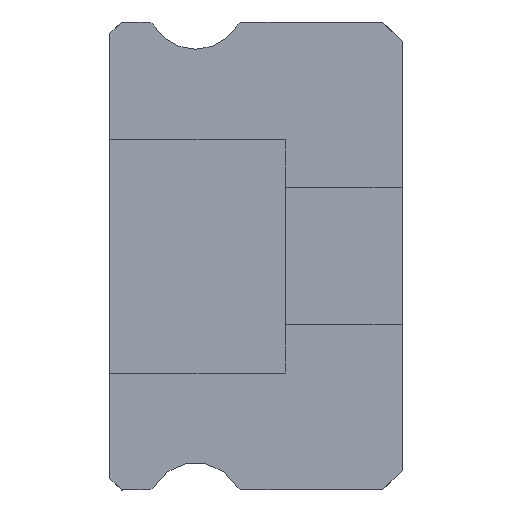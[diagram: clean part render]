
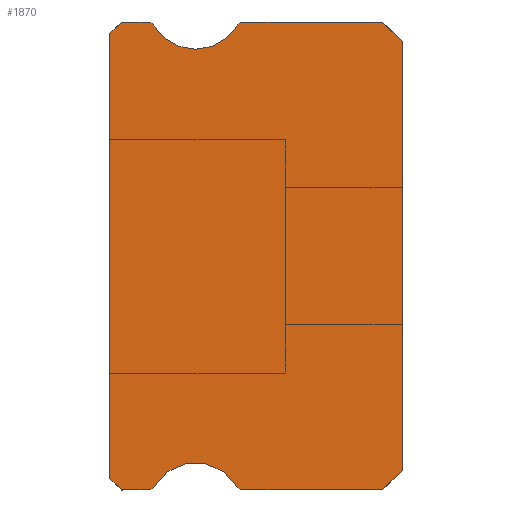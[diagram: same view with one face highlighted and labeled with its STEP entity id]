
A CAD part, left-side view. The second image highlights one B-rep face of the part: STEP entity #1870.
In plain terms, the highlighted planar face has unit normal (-1, 0, 0).
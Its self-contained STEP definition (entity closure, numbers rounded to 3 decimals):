
#64 = VECTOR ( 'NONE', #1253, 1000. ) ;
#176 = DIRECTION ( 'NONE',  ( 0., 0., -1. ) ) ;
#288 = VECTOR ( 'NONE', #10126, 1000. ) ;
#390 = VERTEX_POINT ( 'NONE', #11031 ) ;
#498 = DIRECTION ( 'NONE',  ( 1., 0., 0. ) ) ;
#607 = FACE_OUTER_BOUND ( 'NONE', #8982, .T. ) ;
#884 = CARTESIAN_POINT ( 'NONE',  ( -5., 7.5, 5.7 ) ) ;
#906 = EDGE_CURVE ( 'NONE', #8702, #5306, #1864, .T. ) ;
#919 = ORIENTED_EDGE ( 'NONE', *, *, #7061, .F. ) ;
#927 = LINE ( 'NONE', #4313, #5455 ) ;
#993 = CARTESIAN_POINT ( 'NONE',  ( -5., 6.512, 6. ) ) ;
#1004 = ORIENTED_EDGE ( 'NONE', *, *, #4910, .F. ) ;
#1143 = DIRECTION ( 'NONE',  ( 0., -0.707, -0.707 ) ) ;
#1147 = DIRECTION ( 'NONE',  ( 0., 0., -1. ) ) ;
#1203 = LINE ( 'NONE', #4533, #6036 ) ;
#1253 = DIRECTION ( 'NONE',  ( 0., -0.707, -0.707 ) ) ;
#1349 = VERTEX_POINT ( 'NONE', #7627 ) ;
#1355 = CARTESIAN_POINT ( 'NONE',  ( -5., 0., 5.5 ) ) ;
#1374 = EDGE_CURVE ( 'NONE', #8553, #7069, #5046, .T. ) ;
#1550 = AXIS2_PLACEMENT_3D ( 'NONE', #11021, #8495, #9287 ) ;
#1812 = DIRECTION ( 'NONE',  ( 0., 1., 0. ) ) ;
#1864 = CIRCLE ( 'NONE', #9711, 0.15 ) ;
#1870 = ADVANCED_FACE ( 'NONE', ( #607 ), #9837, .F. ) ;
#1986 = ORIENTED_EDGE ( 'NONE', *, *, #2694, .F. ) ;
#2020 = AXIS2_PLACEMENT_3D ( 'NONE', #7744, #9503, #8646 ) ;
#2353 = CARTESIAN_POINT ( 'NONE',  ( -5., 4.217, 5.925 ) ) ;
#2452 = DIRECTION ( 'NONE',  ( 0., 0., -1. ) ) ;
#2564 = DIRECTION ( 'NONE',  ( -1., 0., 0. ) ) ;
#2576 = CIRCLE ( 'NONE', #2020, 1.25 ) ;
#2628 = EDGE_CURVE ( 'NONE', #11010, #7651, #7702, .T. ) ;
#2635 = VECTOR ( 'NONE', #3796, 1000. ) ;
#2637 = CARTESIAN_POINT ( 'NONE',  ( -5., 6.512, 5.85 ) ) ;
#2694 = EDGE_CURVE ( 'NONE', #7774, #3448, #4378, .T. ) ;
#2859 = DIRECTION ( 'NONE',  ( 0., -1., 0. ) ) ;
#2875 = CARTESIAN_POINT ( 'NONE',  ( -5., 6.512, -5.85 ) ) ;
#2918 = CARTESIAN_POINT ( 'NONE',  ( -5., 4.088, 6. ) ) ;
#3039 = VECTOR ( 'NONE', #6373, 1000. ) ;
#3230 = EDGE_CURVE ( 'NONE', #4734, #4160, #7866, .T. ) ;
#3338 = DIRECTION ( 'NONE',  ( 0., 0., 1. ) ) ;
#3448 = VERTEX_POINT ( 'NONE', #10919 ) ;
#3479 = ORIENTED_EDGE ( 'NONE', *, *, #3230, .T. ) ;
#3483 = ORIENTED_EDGE ( 'NONE', *, *, #4831, .F. ) ;
#3700 = LINE ( 'NONE', #7192, #2635 ) ;
#3792 = DIRECTION ( 'NONE',  ( 0., 1., 0. ) ) ;
#3796 = DIRECTION ( 'NONE',  ( 0., -1., 0. ) ) ;
#3805 = EDGE_CURVE ( 'NONE', #4442, #8635, #8096, .T. ) ;
#3935 = CARTESIAN_POINT ( 'NONE',  ( -5., 0.5, -6. ) ) ;
#4029 = CARTESIAN_POINT ( 'NONE',  ( -5., 0., -5.5 ) ) ;
#4055 = VECTOR ( 'NONE', #3792, 1000. ) ;
#4076 = ORIENTED_EDGE ( 'NONE', *, *, #8862, .T. ) ;
#4126 = CARTESIAN_POINT ( 'NONE',  ( -5., 4.088, 5.85 ) ) ;
#4160 = VERTEX_POINT ( 'NONE', #5427 ) ;
#4180 = DIRECTION ( 'NONE',  ( 1., 0., 0. ) ) ;
#4313 = CARTESIAN_POINT ( 'NONE',  ( -5., 6.512, -6. ) ) ;
#4378 = CIRCLE ( 'NONE', #6680, 1.25 ) ;
#4442 = VERTEX_POINT ( 'NONE', #993 ) ;
#4505 = CARTESIAN_POINT ( 'NONE',  ( -5., 6.512, -6. ) ) ;
#4533 = CARTESIAN_POINT ( 'NONE',  ( -5., 7.5, 5.7 ) ) ;
#4684 = ORIENTED_EDGE ( 'NONE', *, *, #2628, .F. ) ;
#4704 = CARTESIAN_POINT ( 'NONE',  ( -5., 4.088, -6. ) ) ;
#4734 = VERTEX_POINT ( 'NONE', #9108 ) ;
#4775 = ORIENTED_EDGE ( 'NONE', *, *, #5285, .T. ) ;
#4831 = EDGE_CURVE ( 'NONE', #7069, #8702, #2576, .T. ) ;
#4910 = EDGE_CURVE ( 'NONE', #390, #1349, #8901, .T. ) ;
#4912 = ORIENTED_EDGE ( 'NONE', *, *, #5425, .F. ) ;
#4923 = CIRCLE ( 'NONE', #1550, 0.15 ) ;
#5008 = ORIENTED_EDGE ( 'NONE', *, *, #10245, .F. ) ;
#5046 = CIRCLE ( 'NONE', #6119, 1.25 ) ;
#5056 = VECTOR ( 'NONE', #1143, 1000. ) ;
#5184 = DIRECTION ( 'NONE',  ( 0., 0., -1. ) ) ;
#5285 = EDGE_CURVE ( 'NONE', #7010, #4734, #8172, .T. ) ;
#5306 = VERTEX_POINT ( 'NONE', #2918 ) ;
#5385 = ORIENTED_EDGE ( 'NONE', *, *, #1374, .F. ) ;
#5393 = ORIENTED_EDGE ( 'NONE', *, *, #906, .F. ) ;
#5425 = EDGE_CURVE ( 'NONE', #7010, #5511, #5777, .T. ) ;
#5427 = CARTESIAN_POINT ( 'NONE',  ( -5., 6.512, -6. ) ) ;
#5455 = VECTOR ( 'NONE', #1812, 1000. ) ;
#5511 = VERTEX_POINT ( 'NONE', #884 ) ;
#5627 = CARTESIAN_POINT ( 'NONE',  ( -5., 4.217, -5.925 ) ) ;
#5647 = EDGE_CURVE ( 'NONE', #3448, #4160, #9183, .T. ) ;
#5699 = ORIENTED_EDGE ( 'NONE', *, *, #5647, .F. ) ;
#5777 = LINE ( 'NONE', #9196, #5783 ) ;
#5783 = VECTOR ( 'NONE', #3338, 1000. ) ;
#5843 = CARTESIAN_POINT ( 'NONE',  ( -5., 5.3, 6.55 ) ) ;
#6001 = AXIS2_PLACEMENT_3D ( 'NONE', #2637, #10238, #176 ) ;
#6036 = VECTOR ( 'NONE', #10595, 1000. ) ;
#6119 = AXIS2_PLACEMENT_3D ( 'NONE', #5843, #2564, #2452 ) ;
#6196 = ORIENTED_EDGE ( 'NONE', *, *, #9374, .T. ) ;
#6373 = DIRECTION ( 'NONE',  ( 0., 0., 1. ) ) ;
#6374 = CARTESIAN_POINT ( 'NONE',  ( -5., 0.5, 6. ) ) ;
#6680 = AXIS2_PLACEMENT_3D ( 'NONE', #8439, #7653, #10239 ) ;
#6747 = CARTESIAN_POINT ( 'NONE',  ( -5., 0., -5.5 ) ) ;
#7010 = VERTEX_POINT ( 'NONE', #8602 ) ;
#7013 = EDGE_CURVE ( 'NONE', #4442, #8553, #9960, .T. ) ;
#7061 = EDGE_CURVE ( 'NONE', #8008, #7774, #4923, .T. ) ;
#7069 = VERTEX_POINT ( 'NONE', #9467 ) ;
#7192 = CARTESIAN_POINT ( 'NONE',  ( -5., 6.512, 6. ) ) ;
#7320 = CARTESIAN_POINT ( 'NONE',  ( -5., 7.2, -6. ) ) ;
#7600 = VECTOR ( 'NONE', #2859, 1000. ) ;
#7627 = CARTESIAN_POINT ( 'NONE',  ( -5., 0., 5.5 ) ) ;
#7651 = VERTEX_POINT ( 'NONE', #3935 ) ;
#7653 = DIRECTION ( 'NONE',  ( -1., 0., 0. ) ) ;
#7702 = LINE ( 'NONE', #6747, #288 ) ;
#7744 = CARTESIAN_POINT ( 'NONE',  ( -5., 5.3, 6.55 ) ) ;
#7774 = VERTEX_POINT ( 'NONE', #5627 ) ;
#7866 = LINE ( 'NONE', #4505, #7600 ) ;
#8008 = VERTEX_POINT ( 'NONE', #4704 ) ;
#8096 = LINE ( 'NONE', #9628, #4055 ) ;
#8145 = CARTESIAN_POINT ( 'NONE',  ( -5., 7.2, 6. ) ) ;
#8172 = LINE ( 'NONE', #7320, #5056 ) ;
#8439 = CARTESIAN_POINT ( 'NONE',  ( -5., 5.3, -6.55 ) ) ;
#8495 = DIRECTION ( 'NONE',  ( 1., 0., 0. ) ) ;
#8553 = VERTEX_POINT ( 'NONE', #8817 ) ;
#8602 = CARTESIAN_POINT ( 'NONE',  ( -5., 7.5, -5.7 ) ) ;
#8635 = VERTEX_POINT ( 'NONE', #8145 ) ;
#8646 = DIRECTION ( 'NONE',  ( 0., 0., -1. ) ) ;
#8702 = VERTEX_POINT ( 'NONE', #2353 ) ;
#8743 = DIRECTION ( 'NONE',  ( 1., 0., 0. ) ) ;
#8788 = LINE ( 'NONE', #1355, #3039 ) ;
#8817 = CARTESIAN_POINT ( 'NONE',  ( -5., 6.383, 5.925 ) ) ;
#8862 = EDGE_CURVE ( 'NONE', #11010, #1349, #8788, .T. ) ;
#8901 = LINE ( 'NONE', #6374, #64 ) ;
#8982 = EDGE_LOOP ( 'NONE', ( #6196, #4912, #4775, #3479, #5699, #1986, #919, #5008, #4684, #4076, #1004, #10409, #5393, #3483, #5385, #9158, #9100 ) ) ;
#9100 = ORIENTED_EDGE ( 'NONE', *, *, #3805, .T. ) ;
#9108 = CARTESIAN_POINT ( 'NONE',  ( -5., 7.2, -6. ) ) ;
#9158 = ORIENTED_EDGE ( 'NONE', *, *, #7013, .F. ) ;
#9183 = CIRCLE ( 'NONE', #10983, 0.15 ) ;
#9196 = CARTESIAN_POINT ( 'NONE',  ( -5., 7.5, 5.85 ) ) ;
#9287 = DIRECTION ( 'NONE',  ( 0., 0., -1. ) ) ;
#9374 = EDGE_CURVE ( 'NONE', #8635, #5511, #1203, .T. ) ;
#9467 = CARTESIAN_POINT ( 'NONE',  ( -5., 5.3, 5.3 ) ) ;
#9503 = DIRECTION ( 'NONE',  ( -1., 0., 0. ) ) ;
#9628 = CARTESIAN_POINT ( 'NONE',  ( -5., 7.2, 6. ) ) ;
#9711 = AXIS2_PLACEMENT_3D ( 'NONE', #4126, #4180, #5184 ) ;
#9837 = PLANE ( 'NONE',  #10072 ) ;
#9960 = CIRCLE ( 'NONE', #6001, 0.15 ) ;
#10056 = DIRECTION ( 'NONE',  ( 0., 0., -1. ) ) ;
#10072 = AXIS2_PLACEMENT_3D ( 'NONE', #10672, #498, #10056 ) ;
#10126 = DIRECTION ( 'NONE',  ( 0., 0.707, -0.707 ) ) ;
#10238 = DIRECTION ( 'NONE',  ( 1., 0., 0. ) ) ;
#10239 = DIRECTION ( 'NONE',  ( 0., 0., -1. ) ) ;
#10245 = EDGE_CURVE ( 'NONE', #7651, #8008, #927, .T. ) ;
#10354 = EDGE_CURVE ( 'NONE', #5306, #390, #3700, .T. ) ;
#10409 = ORIENTED_EDGE ( 'NONE', *, *, #10354, .F. ) ;
#10595 = DIRECTION ( 'NONE',  ( 0., 0.707, -0.707 ) ) ;
#10672 = CARTESIAN_POINT ( 'NONE',  ( -5., 6.512, 5.85 ) ) ;
#10919 = CARTESIAN_POINT ( 'NONE',  ( -5., 6.383, -5.925 ) ) ;
#10983 = AXIS2_PLACEMENT_3D ( 'NONE', #2875, #8743, #1147 ) ;
#11010 = VERTEX_POINT ( 'NONE', #4029 ) ;
#11021 = CARTESIAN_POINT ( 'NONE',  ( -5., 4.088, -5.85 ) ) ;
#11031 = CARTESIAN_POINT ( 'NONE',  ( -5., 0.5, 6. ) ) ;
